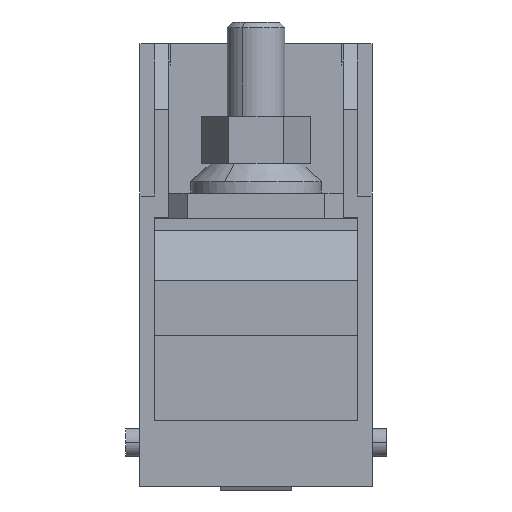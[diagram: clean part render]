
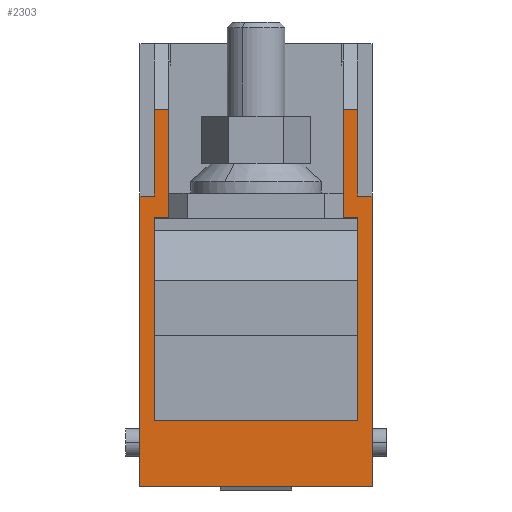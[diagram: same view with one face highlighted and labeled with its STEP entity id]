
A CAD part, front view. The second image highlights one B-rep face of the part: STEP entity #2303.
In plain terms, the highlighted planar face has unit normal (0, -1, 0).
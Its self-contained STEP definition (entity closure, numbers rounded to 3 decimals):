
#2201=AXIS2_PLACEMENT_3D('Plane Axis2P3D',#2198,#2199,#2200) ;
#512=CARTESIAN_POINT('Vertex',(33.95,0.,40.55)) ;
#515=CARTESIAN_POINT('Line Origine',(33.95,0.,20.55)) ;
#519=CARTESIAN_POINT('Vertex',(33.95,0.,0.55)) ;
#776=CARTESIAN_POINT('Vertex',(1.95,0.,0.55)) ;
#779=CARTESIAN_POINT('Line Origine',(1.95,0.,20.55)) ;
#783=CARTESIAN_POINT('Vertex',(1.95,0.,40.55)) ;
#1322=CARTESIAN_POINT('Line Origine',(17.95,0.,0.55)) ;
#2178=CARTESIAN_POINT('Line Origine',(32.95,0.,40.55)) ;
#2182=CARTESIAN_POINT('Vertex',(31.95,0.,40.55)) ;
#2198=CARTESIAN_POINT('Axis2P3D Location',(1.95,0.,61.55)) ;
#2203=CARTESIAN_POINT('Line Origine',(31.95,0.,46.5)) ;
#2207=CARTESIAN_POINT('Vertex',(31.95,0.,52.45)) ;
#2210=CARTESIAN_POINT('Line Origine',(30.95,0.,52.45)) ;
#2214=CARTESIAN_POINT('Vertex',(29.95,0.,52.45)) ;
#2217=CARTESIAN_POINT('Line Origine',(29.95,0.,45.)) ;
#2221=CARTESIAN_POINT('Vertex',(29.95,0.,37.55)) ;
#2224=CARTESIAN_POINT('Line Origine',(30.95,0.,37.55)) ;
#2228=CARTESIAN_POINT('Vertex',(31.95,0.,37.55)) ;
#2231=CARTESIAN_POINT('Line Origine',(31.95,0.,23.55)) ;
#2235=CARTESIAN_POINT('Vertex',(31.95,0.,9.55)) ;
#2238=CARTESIAN_POINT('Line Origine',(17.95,0.,9.55)) ;
#2242=CARTESIAN_POINT('Vertex',(3.95,0.,9.55)) ;
#2245=CARTESIAN_POINT('Line Origine',(3.95,0.,23.55)) ;
#2249=CARTESIAN_POINT('Vertex',(3.95,0.,37.55)) ;
#2252=CARTESIAN_POINT('Line Origine',(4.95,0.,37.55)) ;
#2256=CARTESIAN_POINT('Vertex',(5.95,0.,37.55)) ;
#2259=CARTESIAN_POINT('Line Origine',(5.95,0.,45.)) ;
#2263=CARTESIAN_POINT('Vertex',(5.95,0.,52.45)) ;
#2266=CARTESIAN_POINT('Line Origine',(4.95,0.,52.45)) ;
#2270=CARTESIAN_POINT('Vertex',(3.95,0.,52.45)) ;
#2273=CARTESIAN_POINT('Line Origine',(3.95,0.,46.5)) ;
#2277=CARTESIAN_POINT('Vertex',(3.95,0.,40.55)) ;
#2280=CARTESIAN_POINT('Line Origine',(2.95,0.,40.55)) ;
#516=DIRECTION('Vector Direction',(0.,0.,-1.)) ;
#780=DIRECTION('Vector Direction',(0.,0.,-1.)) ;
#1323=DIRECTION('Vector Direction',(1.,0.,0.)) ;
#2179=DIRECTION('Vector Direction',(-1.,0.,0.)) ;
#2199=DIRECTION('Axis2P3D Direction',(0.,-1.,0.)) ;
#2200=DIRECTION('Axis2P3D XDirection',(0.,0.,-1.)) ;
#2204=DIRECTION('Vector Direction',(0.,0.,-1.)) ;
#2211=DIRECTION('Vector Direction',(-1.,0.,0.)) ;
#2218=DIRECTION('Vector Direction',(0.,0.,-1.)) ;
#2225=DIRECTION('Vector Direction',(-1.,0.,0.)) ;
#2232=DIRECTION('Vector Direction',(0.,0.,1.)) ;
#2239=DIRECTION('Vector Direction',(1.,0.,0.)) ;
#2246=DIRECTION('Vector Direction',(0.,0.,1.)) ;
#2253=DIRECTION('Vector Direction',(-1.,0.,0.)) ;
#2260=DIRECTION('Vector Direction',(0.,0.,-1.)) ;
#2267=DIRECTION('Vector Direction',(-1.,0.,0.)) ;
#2274=DIRECTION('Vector Direction',(0.,0.,1.)) ;
#2281=DIRECTION('Vector Direction',(1.,0.,0.)) ;
#517=VECTOR('Line Direction',#516,1.) ;
#781=VECTOR('Line Direction',#780,1.) ;
#1324=VECTOR('Line Direction',#1323,1.) ;
#2180=VECTOR('Line Direction',#2179,1.) ;
#2205=VECTOR('Line Direction',#2204,1.) ;
#2212=VECTOR('Line Direction',#2211,1.) ;
#2219=VECTOR('Line Direction',#2218,1.) ;
#2226=VECTOR('Line Direction',#2225,1.) ;
#2233=VECTOR('Line Direction',#2232,1.) ;
#2240=VECTOR('Line Direction',#2239,1.) ;
#2247=VECTOR('Line Direction',#2246,1.) ;
#2254=VECTOR('Line Direction',#2253,1.) ;
#2261=VECTOR('Line Direction',#2260,1.) ;
#2268=VECTOR('Line Direction',#2267,1.) ;
#2275=VECTOR('Line Direction',#2274,1.) ;
#2282=VECTOR('Line Direction',#2281,1.) ;
#2286=ORIENTED_EDGE('',*,*,#785,.T.) ;
#2287=ORIENTED_EDGE('',*,*,#1326,.T.) ;
#2288=ORIENTED_EDGE('',*,*,#521,.F.) ;
#2289=ORIENTED_EDGE('',*,*,#2184,.T.) ;
#2290=ORIENTED_EDGE('',*,*,#2209,.F.) ;
#2291=ORIENTED_EDGE('',*,*,#2216,.T.) ;
#2292=ORIENTED_EDGE('',*,*,#2223,.T.) ;
#2293=ORIENTED_EDGE('',*,*,#2230,.F.) ;
#2294=ORIENTED_EDGE('',*,*,#2237,.F.) ;
#2295=ORIENTED_EDGE('',*,*,#2244,.F.) ;
#2296=ORIENTED_EDGE('',*,*,#2251,.T.) ;
#2297=ORIENTED_EDGE('',*,*,#2258,.F.) ;
#2298=ORIENTED_EDGE('',*,*,#2265,.F.) ;
#2299=ORIENTED_EDGE('',*,*,#2272,.T.) ;
#2300=ORIENTED_EDGE('',*,*,#2279,.F.) ;
#2301=ORIENTED_EDGE('',*,*,#2284,.F.) ;
#2303=ADVANCED_FACE('PartBody',(#2302),#2202,.T.) ;
#521=EDGE_CURVE('',#513,#520,#518,.T.) ;
#785=EDGE_CURVE('',#784,#777,#782,.T.) ;
#1326=EDGE_CURVE('',#777,#520,#1325,.T.) ;
#2184=EDGE_CURVE('',#513,#2183,#2181,.T.) ;
#2209=EDGE_CURVE('',#2208,#2183,#2206,.T.) ;
#2216=EDGE_CURVE('',#2208,#2215,#2213,.T.) ;
#2223=EDGE_CURVE('',#2215,#2222,#2220,.T.) ;
#2230=EDGE_CURVE('',#2229,#2222,#2227,.T.) ;
#2237=EDGE_CURVE('',#2236,#2229,#2234,.T.) ;
#2244=EDGE_CURVE('',#2243,#2236,#2241,.T.) ;
#2251=EDGE_CURVE('',#2243,#2250,#2248,.T.) ;
#2258=EDGE_CURVE('',#2257,#2250,#2255,.T.) ;
#2265=EDGE_CURVE('',#2264,#2257,#2262,.T.) ;
#2272=EDGE_CURVE('',#2264,#2271,#2269,.T.) ;
#2279=EDGE_CURVE('',#2278,#2271,#2276,.T.) ;
#2284=EDGE_CURVE('',#784,#2278,#2283,.T.) ;
#2285=EDGE_LOOP('',(#2286,#2287,#2288,#2289,#2290,#2291,#2292,#2293,#2294,#2295,#2296,#2297,#2298,#2299,#2300,#2301)) ;
#2302=FACE_OUTER_BOUND('',#2285,.T.) ;
#518=LINE('Line',#515,#517) ;
#782=LINE('Line',#779,#781) ;
#1325=LINE('Line',#1322,#1324) ;
#2181=LINE('Line',#2178,#2180) ;
#2206=LINE('Line',#2203,#2205) ;
#2213=LINE('Line',#2210,#2212) ;
#2220=LINE('Line',#2217,#2219) ;
#2227=LINE('Line',#2224,#2226) ;
#2234=LINE('Line',#2231,#2233) ;
#2241=LINE('Line',#2238,#2240) ;
#2248=LINE('Line',#2245,#2247) ;
#2255=LINE('Line',#2252,#2254) ;
#2262=LINE('Line',#2259,#2261) ;
#2269=LINE('Line',#2266,#2268) ;
#2276=LINE('Line',#2273,#2275) ;
#2283=LINE('Line',#2280,#2282) ;
#2202=PLANE('',#2201) ;
#513=VERTEX_POINT('',#512) ;
#520=VERTEX_POINT('',#519) ;
#777=VERTEX_POINT('',#776) ;
#784=VERTEX_POINT('',#783) ;
#2183=VERTEX_POINT('',#2182) ;
#2208=VERTEX_POINT('',#2207) ;
#2215=VERTEX_POINT('',#2214) ;
#2222=VERTEX_POINT('',#2221) ;
#2229=VERTEX_POINT('',#2228) ;
#2236=VERTEX_POINT('',#2235) ;
#2243=VERTEX_POINT('',#2242) ;
#2250=VERTEX_POINT('',#2249) ;
#2257=VERTEX_POINT('',#2256) ;
#2264=VERTEX_POINT('',#2263) ;
#2271=VERTEX_POINT('',#2270) ;
#2278=VERTEX_POINT('',#2277) ;
